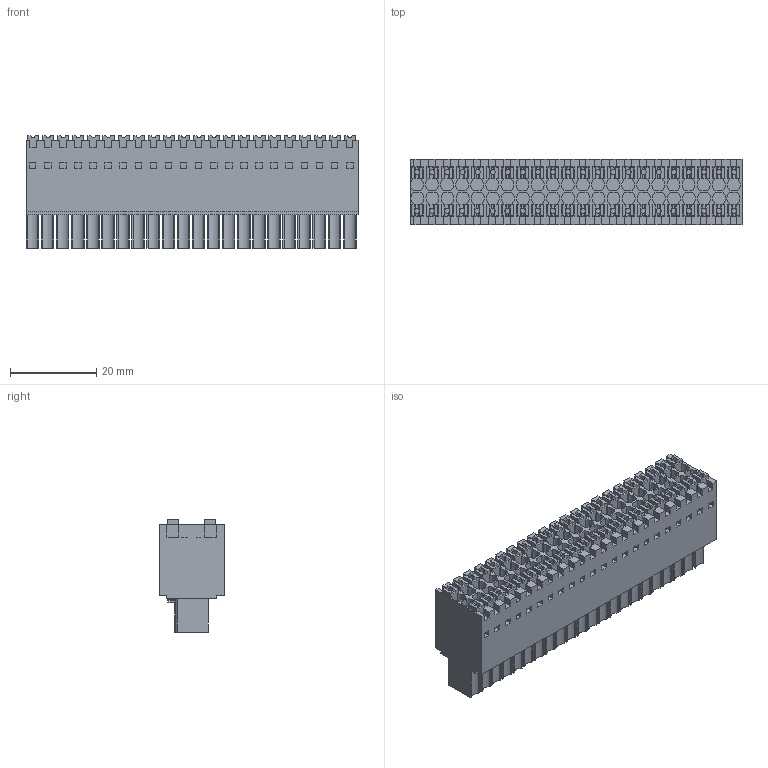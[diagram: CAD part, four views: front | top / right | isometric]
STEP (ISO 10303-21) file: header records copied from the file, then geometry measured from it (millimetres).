
FILE_DESCRIPTION(('CATIA V5 STEP Exchange','CAx-IF Rec.Pracs.--- Model Styling and Organization---1.4--- 2014-01-23'),'2;1');
FILE_NAME ('D1486098_1_2558490000_2558490000.stp','2022-08-08T12:10:11+00:00',('none'),('Weidmueller'),'CATIA Version 5-6 Release 2016 SP3 HF44','CATIA V5 STEP AP214','none');
FILE_SCHEMA(('AUTOMOTIVE_DESIGN { 1 0 10303 214 1 1 1 1 }'));
Products named in the file (1): 2558490000
Bounding box: 77 x 15.2 x 26.05 mm (x, y, z)
Volume: 22028.2 mm3; surface area: 15469.9 mm2
Topology: 45 solids, 45 shells, 2254 faces, 6294 edges, 4196 vertices
Faces by surface type: plane 2034, cylinder 220
Entity records: 66819 total; most frequent: CARTESIAN_POINT 13686, ORIENTED_EDGE 12588, DIRECTION 8262, EDGE_CURVE 6294, VECTOR 5414, LINE 5414, VERTEX_POINT 4196, EDGE_LOOP 2408
